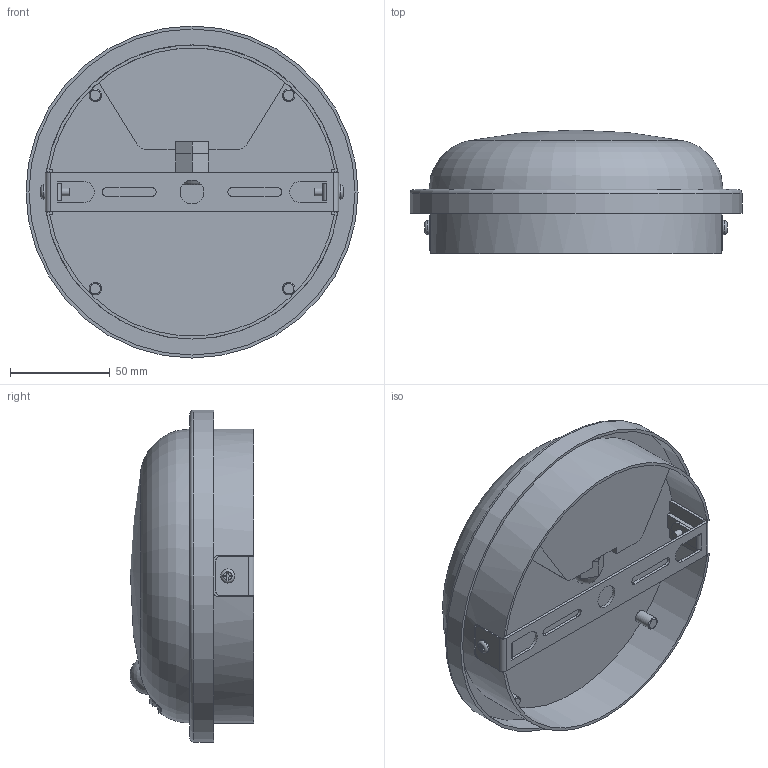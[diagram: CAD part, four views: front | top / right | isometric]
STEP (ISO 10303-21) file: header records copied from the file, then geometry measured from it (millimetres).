
FILE_DESCRIPTION (( 'STEP AP214' ), '1' );
FILE_NAME ('Ñâåòèëüíèê ñâåòîäèîäíûé ÄÏÎ-2300 ñ èê äàò÷èêîì 15Âò 4000K IP65 (BKL-2300DI-R-15-4000).STEP', '2022-09-06T05:55:41', ( '' ), ( '' ), 'SwSTEP 2.0', 'SolidWorks 2021', '' );
FILE_SCHEMA (( 'AUTOMOTIVE_DESIGN' ));
Length unit declared in the file: millimetre
Products named in the file (1): Ñâåòèëüíèê ñâåòîäèîäíûé ÄÏÎ-2300 ñ èê äàò÷èêîì 15Âò 4000K IP65 (BKL-2300DI-R-15-4000)
Bounding box: 166.5 x 62.13 x 166.5 mm (x, y, z)
Volume: 296009.1 mm3; surface area: 144609.3 mm2
Topology: 9 solids, 9 shells, 235 faces, 601 edges, 394 vertices
Faces by surface type: plane 147, cylinder 64, torus 12, bspline 7, sphere 3, cone 2
Full cylindrical faces by diameter (mm): 3.5 x2, 3.9 x2, 4.3 x4, 6.2 x4, 7.1 x2, 8 x1, 12 x1, 31 x1, 38 x1, 143.5 x1, 147.5 x2, 148.1 x1, 163.5 x1, 166.5 x1
Entity records: 7508 total; most frequent: CARTESIAN_POINT 1876, DIRECTION 1113, ORIENTED_EDGE 1098, EDGE_CURVE 549, AXIS2_PLACEMENT_3D 385, VERTEX_POINT 380, VECTOR 343, LINE 343
